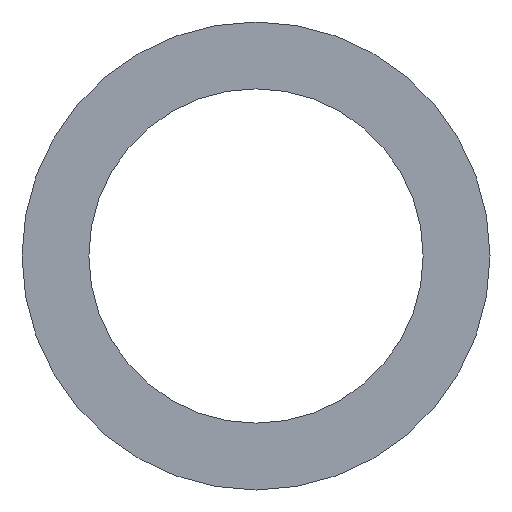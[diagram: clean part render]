
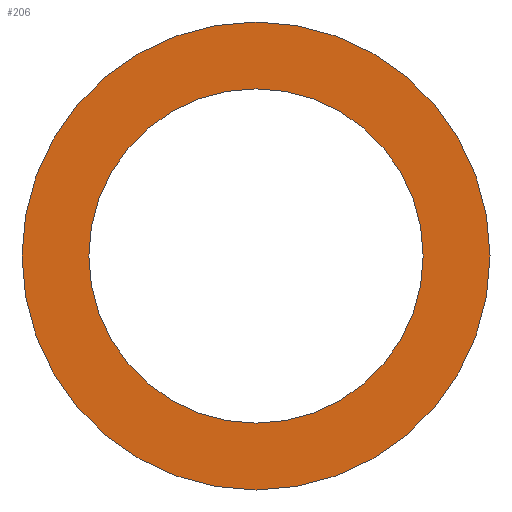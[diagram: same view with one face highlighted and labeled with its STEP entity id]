
A CAD part, front view. The second image highlights one B-rep face of the part: STEP entity #206.
In plain terms, the highlighted planar face has unit normal (0, -1, 0).
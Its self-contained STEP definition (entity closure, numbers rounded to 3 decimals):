
#4 = DIRECTION ( 'NONE',  ( 0., 0., 1. ) ) ;
#22 = VERTEX_POINT ( 'NONE', #209 ) ;
#31 = EDGE_CURVE ( 'NONE', #181, #86, #273, .T. ) ;
#32 = CIRCLE ( 'NONE', #160, 2.223 ) ;
#38 = ORIENTED_EDGE ( 'NONE', *, *, #195, .F. ) ;
#39 = EDGE_CURVE ( 'NONE', #86, #181, #96, .T. ) ;
#40 = FACE_OUTER_BOUND ( 'NONE', #44, .T. ) ;
#42 = ORIENTED_EDGE ( 'NONE', *, *, #39, .T. ) ;
#44 = EDGE_LOOP ( 'NONE', ( #212, #38 ) ) ;
#82 = CIRCLE ( 'NONE', #264, 2.223 ) ;
#86 = VERTEX_POINT ( 'NONE', #216 ) ;
#87 = DIRECTION ( 'NONE',  ( 0., 0., 1. ) ) ;
#88 = VERTEX_POINT ( 'NONE', #238 ) ;
#91 = CARTESIAN_POINT ( 'NONE',  ( 0., 0., 0. ) ) ;
#96 = CIRCLE ( 'NONE', #124, 1.587 ) ;
#112 = DIRECTION ( 'NONE',  ( 0., 1., 0. ) ) ;
#113 = AXIS2_PLACEMENT_3D ( 'NONE', #207, #189, #147 ) ;
#115 = DIRECTION ( 'NONE',  ( 0., 0., 1. ) ) ;
#118 = DIRECTION ( 'NONE',  ( 0., 1., 0. ) ) ;
#124 = AXIS2_PLACEMENT_3D ( 'NONE', #129, #112, #87 ) ;
#129 = CARTESIAN_POINT ( 'NONE',  ( 0., 0., 0. ) ) ;
#133 = CARTESIAN_POINT ( 'NONE',  ( 0., 0., 1.587 ) ) ;
#143 = EDGE_LOOP ( 'NONE', ( #42, #251 ) ) ;
#144 = DIRECTION ( 'NONE',  ( 0., 0., 1. ) ) ;
#146 = PLANE ( 'NONE',  #113 ) ;
#147 = DIRECTION ( 'NONE',  ( 0., 0., 1. ) ) ;
#151 = CARTESIAN_POINT ( 'NONE',  ( 0., 0., 0. ) ) ;
#160 = AXIS2_PLACEMENT_3D ( 'NONE', #235, #234, #115 ) ;
#178 = EDGE_CURVE ( 'NONE', #88, #22, #82, .T. ) ;
#181 = VERTEX_POINT ( 'NONE', #133 ) ;
#188 = DIRECTION ( 'NONE',  ( 0., 1., 0. ) ) ;
#189 = DIRECTION ( 'NONE',  ( 0., 1., 0. ) ) ;
#193 = FACE_BOUND ( 'NONE', #143, .T. ) ;
#195 = EDGE_CURVE ( 'NONE', #22, #88, #32, .T. ) ;
#206 = ADVANCED_FACE ( 'NONE', ( #40, #193 ), #146, .F. ) ;
#207 = CARTESIAN_POINT ( 'NONE',  ( 0., 0., 0. ) ) ;
#209 = CARTESIAN_POINT ( 'NONE',  ( 0., 0., 2.223 ) ) ;
#212 = ORIENTED_EDGE ( 'NONE', *, *, #178, .F. ) ;
#216 = CARTESIAN_POINT ( 'NONE',  ( 0., 0., -1.587 ) ) ;
#234 = DIRECTION ( 'NONE',  ( 0., 1., 0. ) ) ;
#235 = CARTESIAN_POINT ( 'NONE',  ( 0., 0., 0. ) ) ;
#238 = CARTESIAN_POINT ( 'NONE',  ( 0., 0., -2.223 ) ) ;
#251 = ORIENTED_EDGE ( 'NONE', *, *, #31, .T. ) ;
#256 = AXIS2_PLACEMENT_3D ( 'NONE', #91, #188, #144 ) ;
#264 = AXIS2_PLACEMENT_3D ( 'NONE', #151, #118, #4 ) ;
#273 = CIRCLE ( 'NONE', #256, 1.587 ) ;
